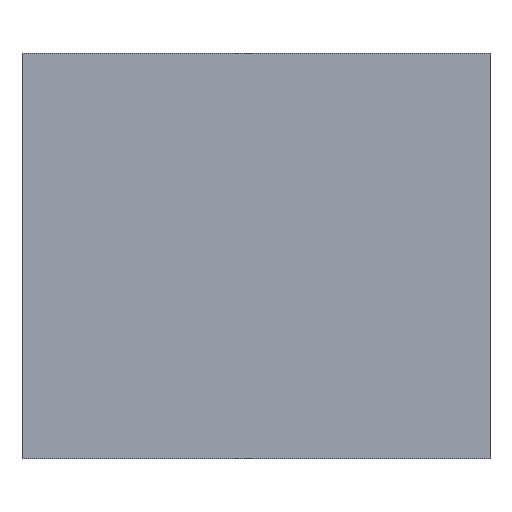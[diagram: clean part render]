
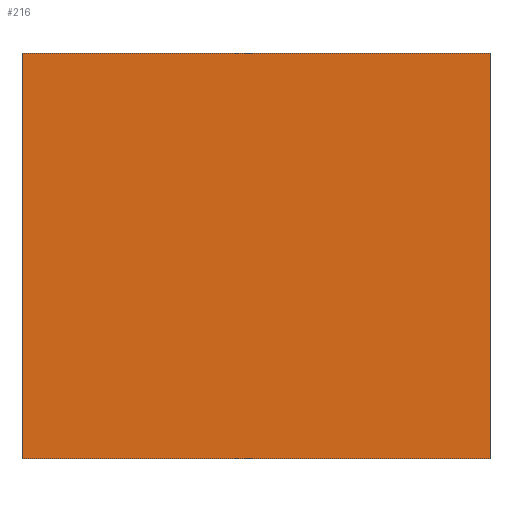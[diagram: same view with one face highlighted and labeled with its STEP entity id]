
A CAD part, front view. The second image highlights one B-rep face of the part: STEP entity #216.
In plain terms, the highlighted planar face has unit normal (0, -1, 0).
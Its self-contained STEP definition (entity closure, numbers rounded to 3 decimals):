
#17 = DIRECTION ( 'NONE',  ( 0., 1., 0. ) ) ;
#19 = CARTESIAN_POINT ( 'NONE',  ( 75., 0., 65. ) ) ;
#23 = EDGE_CURVE ( 'NONE', #53, #32, #102, .T. ) ;
#30 = FACE_OUTER_BOUND ( 'NONE', #41, .T. ) ;
#32 = VERTEX_POINT ( 'NONE', #50 ) ;
#36 = VERTEX_POINT ( 'NONE', #147 ) ;
#38 = DIRECTION ( 'NONE',  ( 0., 0., 1. ) ) ;
#40 = LINE ( 'NONE', #164, #170 ) ;
#41 = EDGE_LOOP ( 'NONE', ( #175, #122, #73, #116 ) ) ;
#44 = CARTESIAN_POINT ( 'NONE',  ( -75., 0., 65. ) ) ;
#45 = VECTOR ( 'NONE', #125, 1000. ) ;
#46 = LINE ( 'NONE', #19, #225 ) ;
#50 = CARTESIAN_POINT ( 'NONE',  ( -75., 0., 65. ) ) ;
#52 = AXIS2_PLACEMENT_3D ( 'NONE', #138, #17, #38 ) ;
#53 = VERTEX_POINT ( 'NONE', #180 ) ;
#55 = DIRECTION ( 'NONE',  ( 1., 0., 0. ) ) ;
#60 = LINE ( 'NONE', #129, #80 ) ;
#73 = ORIENTED_EDGE ( 'NONE', *, *, #153, .F. ) ;
#77 = PLANE ( 'NONE',  #52 ) ;
#80 = VECTOR ( 'NONE', #111, 1000. ) ;
#92 = DIRECTION ( 'NONE',  ( 0., 0., -1. ) ) ;
#102 = LINE ( 'NONE', #44, #45 ) ;
#108 = VERTEX_POINT ( 'NONE', #196 ) ;
#111 = DIRECTION ( 'NONE',  ( -1., 0., 0. ) ) ;
#116 = ORIENTED_EDGE ( 'NONE', *, *, #226, .F. ) ;
#122 = ORIENTED_EDGE ( 'NONE', *, *, #176, .F. ) ;
#125 = DIRECTION ( 'NONE',  ( 0., 0., 1. ) ) ;
#129 = CARTESIAN_POINT ( 'NONE',  ( 75., 0., -65. ) ) ;
#138 = CARTESIAN_POINT ( 'NONE',  ( 0., 0., 0. ) ) ;
#147 = CARTESIAN_POINT ( 'NONE',  ( 75., 0., 65. ) ) ;
#153 = EDGE_CURVE ( 'NONE', #36, #108, #40, .T. ) ;
#164 = CARTESIAN_POINT ( 'NONE',  ( 75., 0., 65. ) ) ;
#170 = VECTOR ( 'NONE', #92, 1000. ) ;
#175 = ORIENTED_EDGE ( 'NONE', *, *, #23, .F. ) ;
#176 = EDGE_CURVE ( 'NONE', #108, #53, #60, .T. ) ;
#180 = CARTESIAN_POINT ( 'NONE',  ( -75., 0., -65. ) ) ;
#196 = CARTESIAN_POINT ( 'NONE',  ( 75., 0., -65. ) ) ;
#216 = ADVANCED_FACE ( 'NONE', ( #30 ), #77, .F. ) ;
#225 = VECTOR ( 'NONE', #55, 1000. ) ;
#226 = EDGE_CURVE ( 'NONE', #32, #36, #46, .T. ) ;
